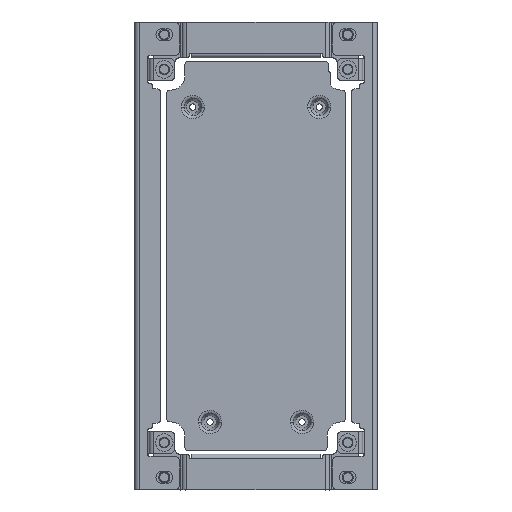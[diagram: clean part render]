
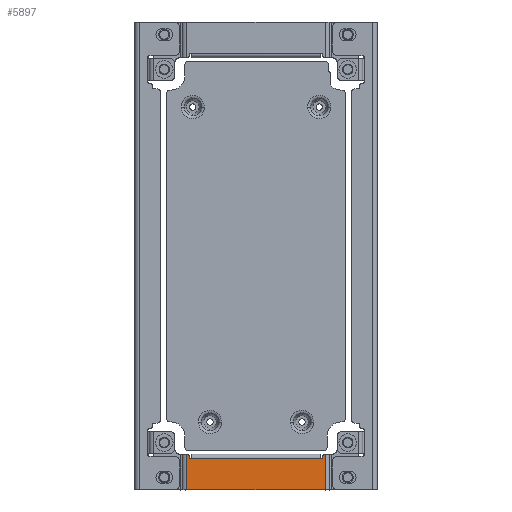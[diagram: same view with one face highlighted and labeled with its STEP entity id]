
A CAD part, front view. The second image highlights one B-rep face of the part: STEP entity #5897.
In plain terms, the highlighted planar face has unit normal (0, 1, 0).
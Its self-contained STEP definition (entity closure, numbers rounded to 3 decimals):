
#889 = CARTESIAN_POINT ( 'NONE',  ( -42.237, -3.7, -126.9 ) ) ;
#1020 = CARTESIAN_POINT ( 'NONE',  ( 42.237, -3.7, -127.1 ) ) ;
#1442 = CARTESIAN_POINT ( 'NONE',  ( -43.737, -3.7, -148. ) ) ;
#2394 = VERTEX_POINT ( 'NONE', #10280 ) ;
#3455 = VERTEX_POINT ( 'NONE', #19522 ) ;
#3738 = DIRECTION ( 'NONE',  ( 1., 0., 0. ) ) ;
#4625 = DIRECTION ( 'NONE',  ( 0., 0., 1. ) ) ;
#4632 = DIRECTION ( 'NONE',  ( 0., 1., 0. ) ) ;
#4657 = CARTESIAN_POINT ( 'NONE',  ( -43.837, -3.7, -126.9 ) ) ;
#5879 = DIRECTION ( 'NONE',  ( 0., 0., 1. ) ) ;
#5892 = DIRECTION ( 'NONE',  ( 0., 1., 0. ) ) ;
#5894 = CARTESIAN_POINT ( 'NONE',  ( 43.837, -3.7, -126.9 ) ) ;
#5897 = ADVANCED_FACE ( 'NONE', ( #15036 ), #18917, .F. ) ;
#5923 = AXIS2_PLACEMENT_3D ( 'NONE', #18868, #18833, #18807 ) ;
#6189 = DIRECTION ( 'NONE',  ( 0., 0., 1. ) ) ;
#6240 = CARTESIAN_POINT ( 'NONE',  ( -42.237, -3.7, -148. ) ) ;
#6263 = CARTESIAN_POINT ( 'NONE',  ( -42.237, -3.7, -127.1 ) ) ;
#6269 = CARTESIAN_POINT ( 'NONE',  ( -42.237, -3.7, -127.202 ) ) ;
#6288 = CARTESIAN_POINT ( 'NONE',  ( -42.218, -3.7, -127.3 ) ) ;
#6305 = CARTESIAN_POINT ( 'NONE',  ( -42.176, -3.7, -127.406 ) ) ;
#6307 = CARTESIAN_POINT ( 'NONE',  ( -42.171, -3.7, -127.42 ) ) ;
#6329 = CARTESIAN_POINT ( 'NONE',  ( -42.159, -3.7, -127.445 ) ) ;
#6335 = CARTESIAN_POINT ( 'NONE',  ( -42.141, -3.7, -127.482 ) ) ;
#6359 = CARTESIAN_POINT ( 'NONE',  ( -42.093, -3.7, -127.564 ) ) ;
#6380 = CARTESIAN_POINT ( 'NONE',  ( -42.042, -3.7, -127.627 ) ) ;
#6405 = CARTESIAN_POINT ( 'NONE',  ( -41.925, -3.7, -127.743 ) ) ;
#6408 = CARTESIAN_POINT ( 'NONE',  ( -41.834, -3.7, -127.803 ) ) ;
#6429 = CARTESIAN_POINT ( 'NONE',  ( -41.706, -3.7, -127.854 ) ) ;
#6446 = CARTESIAN_POINT ( 'NONE',  ( -41.684, -3.7, -127.861 ) ) ;
#6448 = CARTESIAN_POINT ( 'NONE',  ( -41.636, -3.7, -127.875 ) ) ;
#6477 = CARTESIAN_POINT ( 'NONE',  ( -41.488, -3.7, -127.9 ) ) ;
#6544 = CARTESIAN_POINT ( 'NONE',  ( -41.437, -3.7, -127.9 ) ) ;
#6549 = DIRECTION ( 'NONE',  ( -1., 0., 0. ) ) ;
#6590 = CARTESIAN_POINT ( 'NONE',  ( 43.737, -3.7, -127.9 ) ) ;
#6615 = CARTESIAN_POINT ( 'NONE',  ( 41.437, -3.7, -127.9 ) ) ;
#6618 = CARTESIAN_POINT ( 'NONE',  ( 41.539, -3.7, -127.9 ) ) ;
#6642 = CARTESIAN_POINT ( 'NONE',  ( 41.637, -3.7, -127.881 ) ) ;
#6661 = CARTESIAN_POINT ( 'NONE',  ( 41.743, -3.7, -127.839 ) ) ;
#6685 = CARTESIAN_POINT ( 'NONE',  ( 41.757, -3.7, -127.833 ) ) ;
#6706 = CARTESIAN_POINT ( 'NONE',  ( 41.782, -3.7, -127.822 ) ) ;
#6724 = CARTESIAN_POINT ( 'NONE',  ( 41.819, -3.7, -127.804 ) ) ;
#6747 = CARTESIAN_POINT ( 'NONE',  ( 41.901, -3.7, -127.756 ) ) ;
#6771 = CARTESIAN_POINT ( 'NONE',  ( 41.964, -3.7, -127.705 ) ) ;
#6810 = CARTESIAN_POINT ( 'NONE',  ( 42.081, -3.7, -127.588 ) ) ;
#6816 = CARTESIAN_POINT ( 'NONE',  ( 42.141, -3.7, -127.497 ) ) ;
#6839 = CARTESIAN_POINT ( 'NONE',  ( 42.191, -3.7, -127.369 ) ) ;
#6864 = CARTESIAN_POINT ( 'NONE',  ( 42.199, -3.7, -127.347 ) ) ;
#6886 = CARTESIAN_POINT ( 'NONE',  ( 42.213, -3.7, -127.299 ) ) ;
#6973 = DIRECTION ( 'NONE',  ( 0., 0., -1. ) ) ;
#7011 = CARTESIAN_POINT ( 'NONE',  ( 42.237, -3.7, -148. ) ) ;
#7034 = CARTESIAN_POINT ( 'NONE',  ( 42.237, -3.7, -127.151 ) ) ;
#7059 = DIRECTION ( 'NONE',  ( 0., 0., 1. ) ) ;
#7078 = CARTESIAN_POINT ( 'NONE',  ( 42.237, -3.7, -127.1 ) ) ;
#7103 = CARTESIAN_POINT ( 'NONE',  ( 43.737, -3.7, -148. ) ) ;
#7143 = DIRECTION ( 'NONE',  ( 0., 0., -1. ) ) ;
#7213 = CARTESIAN_POINT ( 'NONE',  ( -43.737, -3.7, -148. ) ) ;
#7320 = ORIENTED_EDGE ( 'NONE', *, *, #18246, .T. ) ;
#9191 = CARTESIAN_POINT ( 'NONE',  ( 42.23, -3.7, -127.226 ) ) ;
#9211 = EDGE_LOOP ( 'NONE', ( #11203, #11183, #11145, #11127, #11079, #7320, #11015, #10983, #10923, #10918 ) ) ;
#9511 = VECTOR ( 'NONE', #3738, 1000. ) ;
#9533 = LINE ( 'NONE', #17565, #9511 ) ;
#9569 = CARTESIAN_POINT ( 'NONE',  ( -41.437, -3.7, -127.9 ) ) ;
#9727 = AXIS2_PLACEMENT_3D ( 'NONE', #5894, #5892, #5879 ) ;
#9822 = AXIS2_PLACEMENT_3D ( 'NONE', #4657, #4632, #4625 ) ;
#9889 = CIRCLE ( 'NONE', #9822, 1.6 ) ;
#10011 = CIRCLE ( 'NONE', #9727, 1.6 ) ;
#10028 = VECTOR ( 'NONE', #6189, 1000. ) ;
#10086 = CARTESIAN_POINT ( 'NONE',  ( -41.563, -3.7, -127.893 ) ) ;
#10107 = LINE ( 'NONE', #6590, #10151 ) ;
#10131 = VECTOR ( 'NONE', #6973, 1000. ) ;
#10151 = VECTOR ( 'NONE', #6549, 1000. ) ;
#10178 = VECTOR ( 'NONE', #7059, 1000. ) ;
#10202 = VECTOR ( 'NONE', #7143, 1000. ) ;
#10217 = LINE ( 'NONE', #7213, #10202 ) ;
#10236 = LINE ( 'NONE', #7103, #10178 ) ;
#10274 = LINE ( 'NONE', #6240, #10028 ) ;
#10280 = CARTESIAN_POINT ( 'NONE',  ( -43.809, -3.699, -125.301 ) ) ;
#10315 = LINE ( 'NONE', #7011, #10131 ) ;
#10410 = CARTESIAN_POINT ( 'NONE',  ( 43.737, -3.7, -148. ) ) ;
#10918 = ORIENTED_EDGE ( 'NONE', *, *, #18330, .T. ) ;
#10923 = ORIENTED_EDGE ( 'NONE', *, *, #18157, .F. ) ;
#10983 = ORIENTED_EDGE ( 'NONE', *, *, #18458, .F. ) ;
#11015 = ORIENTED_EDGE ( 'NONE', *, *, #18159, .F. ) ;
#11079 = ORIENTED_EDGE ( 'NONE', *, *, #18183, .F. ) ;
#11127 = ORIENTED_EDGE ( 'NONE', *, *, #18185, .F. ) ;
#11145 = ORIENTED_EDGE ( 'NONE', *, *, #18189, .F. ) ;
#11183 = ORIENTED_EDGE ( 'NONE', *, *, #18212, .F. ) ;
#11203 = ORIENTED_EDGE ( 'NONE', *, *, #18214, .F. ) ;
#11222 = VERTEX_POINT ( 'NONE', #13408 ) ;
#11581 = VERTEX_POINT ( 'NONE', #10410 ) ;
#12521 = VERTEX_POINT ( 'NONE', #1442 ) ;
#13408 = CARTESIAN_POINT ( 'NONE',  ( 41.437, -3.7, -127.9 ) ) ;
#13954 = VERTEX_POINT ( 'NONE', #9569 ) ;
#15036 = FACE_OUTER_BOUND ( 'NONE', #9211, .T. ) ;
#15081 = VERTEX_POINT ( 'NONE', #16031 ) ;
#15123 = CARTESIAN_POINT ( 'NONE',  ( 42.237, -3.7, -126.9 ) ) ;
#16031 = CARTESIAN_POINT ( 'NONE',  ( -42.237, -3.7, -127.1 ) ) ;
#16439 = VERTEX_POINT ( 'NONE', #1020 ) ;
#17565 = CARTESIAN_POINT ( 'NONE',  ( 0., -3.7, -148. ) ) ;
#17605 = VERTEX_POINT ( 'NONE', #889 ) ;
#18157 = EDGE_CURVE ( 'NONE', #2394, #12521, #10217, .T. ) ;
#18159 = EDGE_CURVE ( 'NONE', #11581, #3455, #10236, .T. ) ;
#18183 = EDGE_CURVE ( 'NONE', #19153, #16439, #10315, .T. ) ;
#18185 = EDGE_CURVE ( 'NONE', #16439, #11222, #18539, .T. ) ;
#18189 = EDGE_CURVE ( 'NONE', #11222, #13954, #10107, .T. ) ;
#18212 = EDGE_CURVE ( 'NONE', #13954, #15081, #18561, .T. ) ;
#18214 = EDGE_CURVE ( 'NONE', #15081, #17605, #10274, .T. ) ;
#18246 = EDGE_CURVE ( 'NONE', #19153, #3455, #10011, .T. ) ;
#18330 = EDGE_CURVE ( 'NONE', #2394, #17605, #9889, .T. ) ;
#18458 = EDGE_CURVE ( 'NONE', #12521, #11581, #9533, .T. ) ;
#18539 = B_SPLINE_CURVE_WITH_KNOTS ( 'NONE', 3,
 ( #7078, #7034, #9191, #6886, #6864, #6839, #6816, #6810, #6771, #6747, #6724, #6706, #6685, #6661, #6642, #6618, #6615 ),
 .UNSPECIFIED., .F., .F.,
 ( 4, 1, 2, 2, 2, 1, 1, 2, 2, 4 ),
 ( 0., 0.125, 0.188, 0.25, 0.5, 0.625, 0.687, 0.719, 0.75, 1. ),
 .UNSPECIFIED. ) ;
#18561 = B_SPLINE_CURVE_WITH_KNOTS ( 'NONE', 3,
 ( #6544, #6477, #10086, #6448, #6446, #6429, #6408, #6405, #6380, #6359, #6335, #6329, #6307, #6305, #6288, #6269, #6263 ),
 .UNSPECIFIED., .F., .F.,
 ( 4, 1, 2, 2, 2, 1, 1, 2, 2, 4 ),
 ( 0., 0.125, 0.188, 0.25, 0.5, 0.625, 0.688, 0.719, 0.75, 1. ),
 .UNSPECIFIED. ) ;
#18807 = DIRECTION ( 'NONE',  ( 0., 0., -1. ) ) ;
#18833 = DIRECTION ( 'NONE',  ( 0., -1., 0. ) ) ;
#18868 = CARTESIAN_POINT ( 'NONE',  ( 43.737, -3.7, -148. ) ) ;
#18917 = PLANE ( 'NONE',  #5923 ) ;
#19153 = VERTEX_POINT ( 'NONE', #15123 ) ;
#19522 = CARTESIAN_POINT ( 'NONE',  ( 43.809, -3.699, -125.301 ) ) ;
